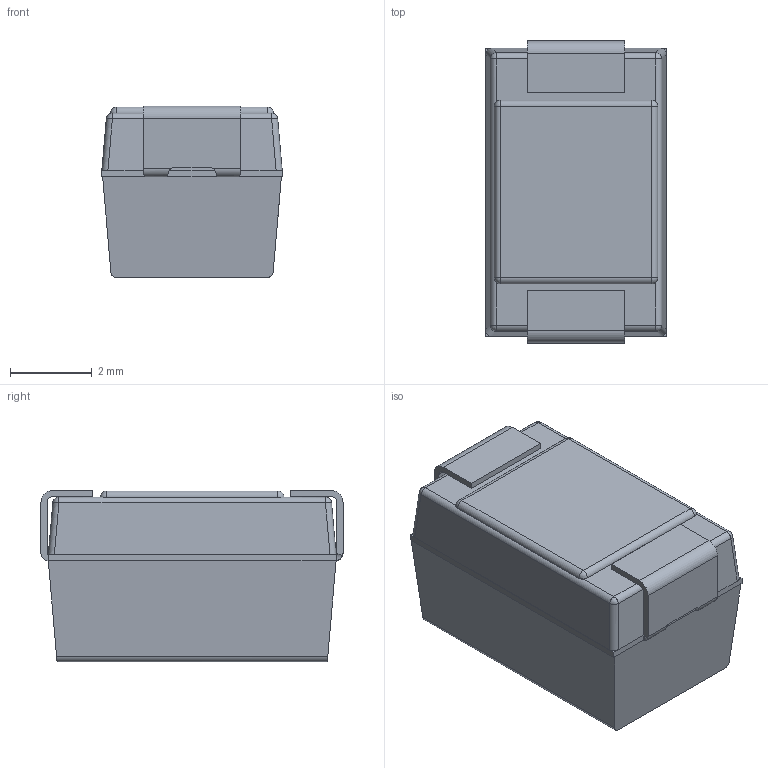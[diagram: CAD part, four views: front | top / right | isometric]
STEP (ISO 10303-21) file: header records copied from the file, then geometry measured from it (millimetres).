
FILE_DESCRIPTION((''),'2;1');
FILE_NAME('TPSE156M050R0250.stp','2007-10-04T11:39:35',('matousekr'),(''),'Autodesk Inventor 11','Autodesk Inventor 11','');
FILE_SCHEMA(('AUTOMOTIVE_DESIGN { 1 0 10303 214 1 1 1 1 }'));
Length unit declared in the file: millimetre
Products named in the file (1): E_Yellow
Bounding box: 4.45 x 7.4 x 4.2 mm (x, y, z)
Volume: 121.2 mm3; surface area: 170.3 mm2
Topology: 1 solids, 1 shells, 641 faces, 1853 edges, 1218 vertices
Faces by surface type: plane 592, cylinder 35, sphere 8, bspline 6
Entity records: 22250 total; most frequent: CARTESIAN_POINT 5415, ORIENTED_EDGE 3690, DIRECTION 3159, EDGE_CURVE 1845, VECTOR 1751, LINE 1751, VERTEX_POINT 1218, AXIS2_PLACEMENT_3D 704
